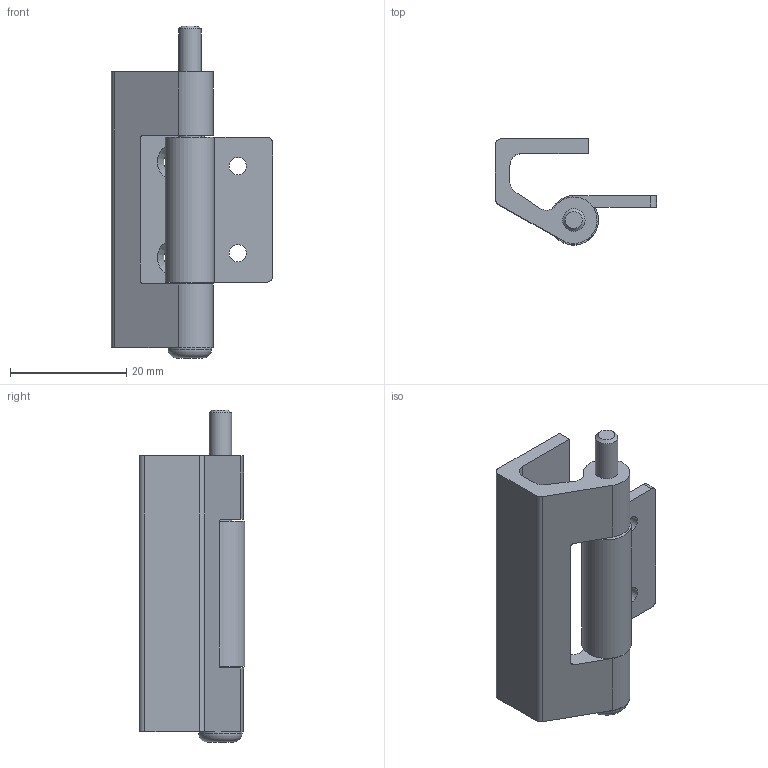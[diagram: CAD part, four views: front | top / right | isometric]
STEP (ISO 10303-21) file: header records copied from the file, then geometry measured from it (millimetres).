
FILE_DESCRIPTION(/* description */ ('STEP AP214'),/* implementation_level */ '2;1');
FILE_NAME(/* name */ 'SK2-055',/* time_stamp */ '2024-07-23T03:40:06+02:00',/* author */ ('License CC BY-ND 4.0'),/* organization */ ('CADENAS'),/* preprocessor_version */ 'ST-DEVELOPER v19.3',/* originating_system */ 'PARTsolutions',/* authorisation */ ' ');
FILE_SCHEMA (('AUTOMOTIVE_DESIGN {1 0 10303 214 3 1 1}'));
Length unit declared in the file: millimetre
Products named in the file (3): SK2-055; sk2_055_1_1; sk2_055_2_2
Assembly tree (2 placements, depth 2):
  SK2-055
    sk2_055_1_1
    sk2_055_2_2
Bounding box: 27.75 x 18.24 x 57.2 mm (x, y, z)
Volume: 6878 mm3; surface area: 6002.6 mm2
Topology: 2 solids, 2 shells, 42 faces, 110 edges, 74 vertices
Faces by surface type: cylinder 19, plane 19, cone 3, torus 1
Full cylindrical faces by diameter (mm): 3 x2, 3.9 x2, 4.5 x1, 7.5 x1
Entity records: 1327 total; most frequent: DIRECTION 230, CARTESIAN_POINT 211, ORIENTED_EDGE 192, EDGE_CURVE 96, AXIS2_PLACEMENT_3D 89, VERTEX_POINT 70, EDGE_LOOP 66, FACE_BOUND 66
